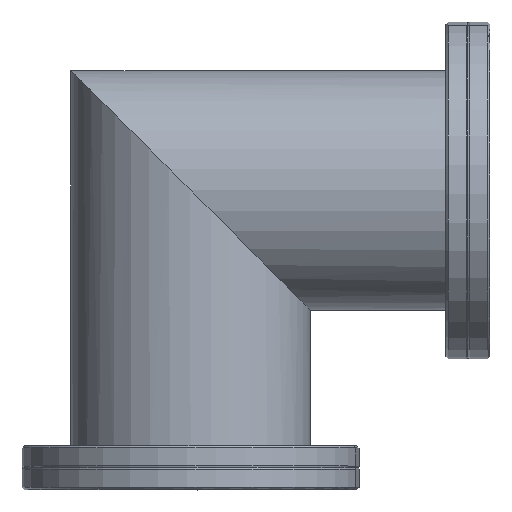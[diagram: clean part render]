
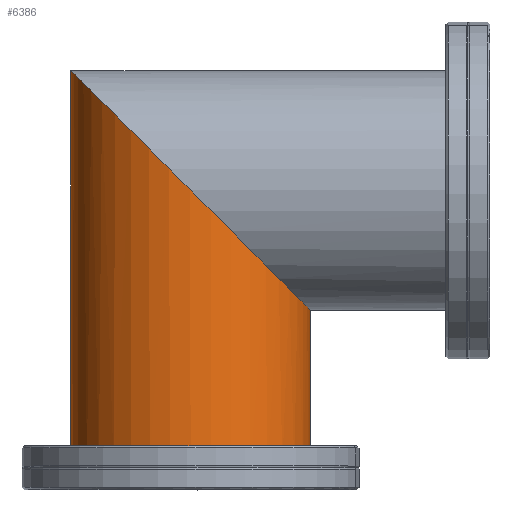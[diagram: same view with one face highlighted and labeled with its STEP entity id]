
A CAD part, top view. The second image highlights one B-rep face of the part: STEP entity #6386.
In plain terms, the highlighted cylindrical face has radius 54 mm (diameter 108 mm), a partial arc.
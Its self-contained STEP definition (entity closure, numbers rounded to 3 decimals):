
#37 = ORIENTED_EDGE ( 'NONE', *, *, #1849, .T. ) ;
#96 = ORIENTED_EDGE ( 'NONE', *, *, #1861, .F. ) ;
#171 = DIRECTION ( 'NONE',  ( 0., -1., 0. ) ) ;
#228 = ORIENTED_EDGE ( 'NONE', *, *, #1848, .T. ) ;
#281 = ORIENTED_EDGE ( 'NONE', *, *, #1859, .F. ) ;
#448 = VERTEX_POINT ( 'NONE', #3648 ) ;
#920 = AXIS2_PLACEMENT_3D ( 'NONE', #4789, #4812, #4840 ) ;
#1400 = CARTESIAN_POINT ( 'NONE',  ( 54., 71.5, 0. ) ) ;
#1444 = CARTESIAN_POINT ( 'NONE',  ( 54., 71.5, 108. ) ) ;
#1764 = VERTEX_POINT ( 'NONE', #3764 ) ;
#1778 = FACE_OUTER_BOUND ( 'NONE', #3291, .T. ) ;
#1848 = EDGE_CURVE ( 'NONE', #1764, #448, #5384, .T. ) ;
#1849 = EDGE_CURVE ( 'NONE', #448, #3695, #5968, .T. ) ;
#1859 = EDGE_CURVE ( 'NONE', #2463, #3695, #2200, .T. ) ;
#1861 = EDGE_CURVE ( 'NONE', #1764, #2463, #4848, .T. ) ;
#2061 = CARTESIAN_POINT ( 'NONE',  ( -54., 190., 0. ) ) ;
#2200 = CIRCLE ( 'NONE', #920, 54. ) ;
#2463 = VERTEX_POINT ( 'NONE', #6700 ) ;
#2473 = DIRECTION ( 'NONE',  ( 1., 0., 0. ) ) ;
#2592 = CYLINDRICAL_SURFACE ( 'NONE', #4593, 54. ) ;
#3084 = VECTOR ( 'NONE', #4434, 1000. ) ;
#3211 = VECTOR ( 'NONE', #4588, 1000. ) ;
#3291 = EDGE_LOOP ( 'NONE', ( #228, #37, #281, #96 ) ) ;
#3648 = CARTESIAN_POINT ( 'NONE',  ( -54., 179.5, 0. ) ) ;
#3695 = VERTEX_POINT ( 'NONE', #5850 ) ;
#3764 = CARTESIAN_POINT ( 'NONE',  ( 54., 71.5, 0. ) ) ;
#4391 = CARTESIAN_POINT ( 'NONE',  ( -54., 179.5, 108. ) ) ;
#4404 = CARTESIAN_POINT ( 'NONE',  ( -54., 179.5, 0. ) ) ;
#4434 = DIRECTION ( 'NONE',  ( 0., -1., 0. ) ) ;
#4588 = DIRECTION ( 'NONE',  ( 0., -1., 0. ) ) ;
#4593 = AXIS2_PLACEMENT_3D ( 'NONE', #6366, #171, #2473 ) ;
#4763 = CARTESIAN_POINT ( 'NONE',  ( 54., 190., 0. ) ) ;
#4789 = CARTESIAN_POINT ( 'NONE',  ( 0., 0., 0. ) ) ;
#4812 = DIRECTION ( 'NONE',  ( 0., -1., 0. ) ) ;
#4840 = DIRECTION ( 'NONE',  ( 1., 0., 0. ) ) ;
#4848 = LINE ( 'NONE', #4763, #3211 ) ;
#5384 =( BOUNDED_CURVE ( )  B_SPLINE_CURVE ( 3, ( #1400, #1444, #4391, #4404 ),
 .UNSPECIFIED., .F., .T. ) 
 B_SPLINE_CURVE_WITH_KNOTS ( ( 4, 4 ),
 ( 0., 3.142 ),
 .UNSPECIFIED. ) 
 CURVE ( )  GEOMETRIC_REPRESENTATION_ITEM ( )  RATIONAL_B_SPLINE_CURVE ( ( 1., 0.333, 0.333, 1. ) ) 
 REPRESENTATION_ITEM ( '' )  );
#5850 = CARTESIAN_POINT ( 'NONE',  ( -54., 0., 0. ) ) ;
#5968 = LINE ( 'NONE', #2061, #3084 ) ;
#6366 = CARTESIAN_POINT ( 'NONE',  ( 0., 190., 0. ) ) ;
#6386 = ADVANCED_FACE ( 'NONE', ( #1778 ), #2592, .T. ) ;
#6700 = CARTESIAN_POINT ( 'NONE',  ( 54., 0., 0. ) ) ;
